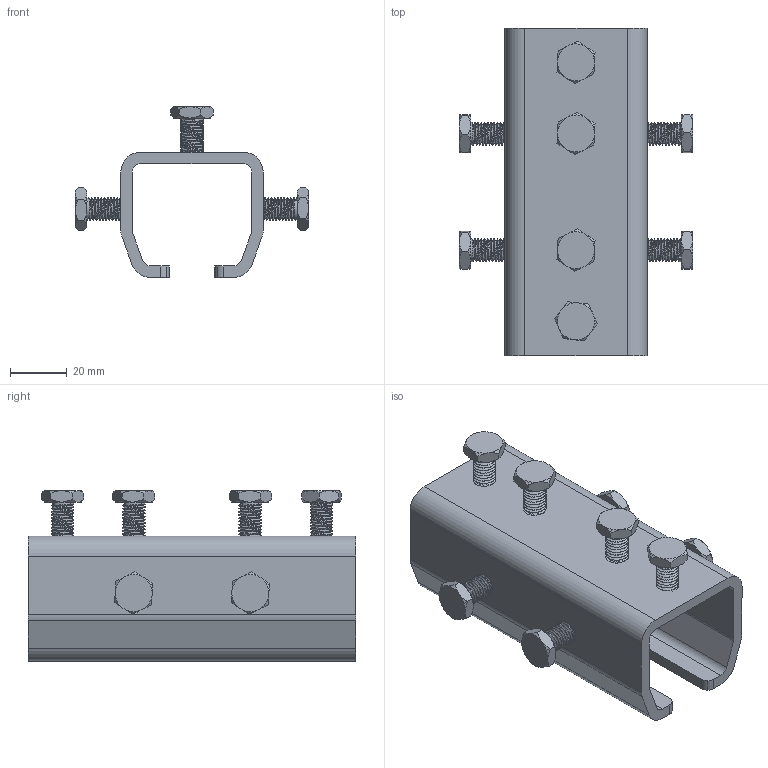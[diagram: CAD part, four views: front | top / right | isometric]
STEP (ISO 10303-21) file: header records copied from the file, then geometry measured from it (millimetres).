
FILE_DESCRIPTION((''),'2;1');
FILE_NAME('9031M.stp','2007-01-18T08:47:30',('marc'),(''),'Autodesk Inventor 9','Autodesk Inventor 9','');
FILE_SCHEMA(('AUTOMOTIVE_DESIGN { 1 0 10303 214 1 1 1 1 }'));
Length unit declared in the file: millimetre
Products named in the file (4): 9031M; 15673; vis TH M8x16; vis_TH_M8x16_corps
Assembly tree (10 placements, depth 3):
  9031M
    15673
    vis TH M8x16  x8
      vis_TH_M8x16_corps
Bounding box: 82 x 115 x 60 mm (x, y, z)
Volume: 73963.5 mm3; surface area: 43567.8 mm2
Topology: 9 solids, 9 shells, 526 faces, 1452 edges, 952 vertices
Faces by surface type: cylinder 244, cone 152, plane 98, bspline 32
Entity records: 5597 total; most frequent: CARTESIAN_POINT 2670, ORIENTED_EDGE 636, DIRECTION 544, EDGE_CURVE 318, VERTEX_POINT 210, AXIS2_PLACEMENT_3D 203, VECTOR 138, LINE 138
